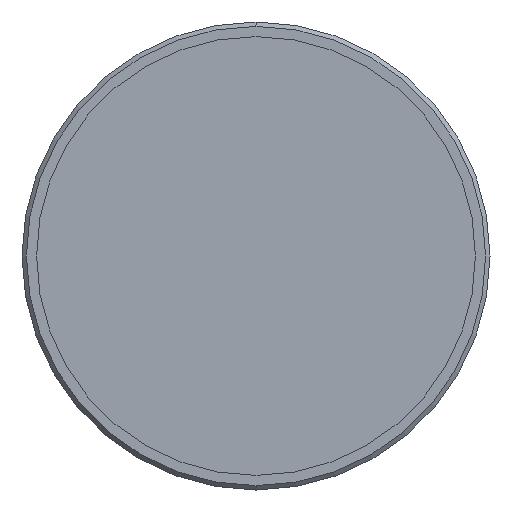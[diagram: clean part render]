
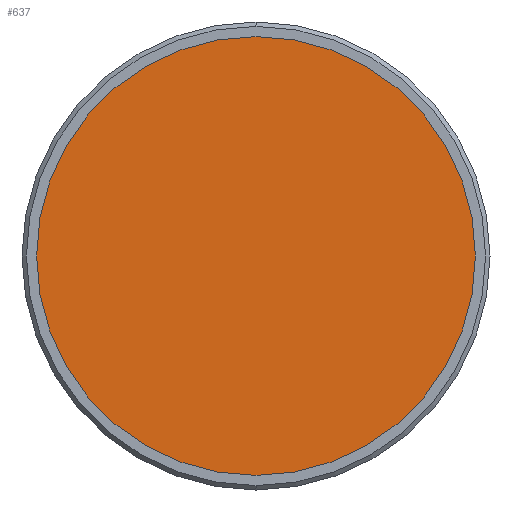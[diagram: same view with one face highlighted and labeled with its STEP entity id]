
A CAD part, left-side view. The second image highlights one B-rep face of the part: STEP entity #637.
In plain terms, the highlighted planar face has unit normal (-1, 0, 0).
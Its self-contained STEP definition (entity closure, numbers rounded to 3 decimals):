
#5 = DIRECTION ( 'NONE',  ( -1., 0., 0. ) ) ;
#61 = AXIS2_PLACEMENT_3D ( 'NONE', #235, #1013, #1095 ) ;
#63 = CARTESIAN_POINT ( 'NONE',  ( 2.5, 0., 0. ) ) ;
#73 = CIRCLE ( 'NONE', #934, 15. ) ;
#207 = EDGE_LOOP ( 'NONE', ( #1045, #412 ) ) ;
#235 = CARTESIAN_POINT ( 'NONE',  ( 2.5, 0., 0. ) ) ;
#263 = FACE_OUTER_BOUND ( 'NONE', #207, .T. ) ;
#358 = CIRCLE ( 'NONE', #61, 15. ) ;
#412 = ORIENTED_EDGE ( 'NONE', *, *, #464, .T. ) ;
#414 = CARTESIAN_POINT ( 'NONE',  ( 2.5, 0., 0. ) ) ;
#464 = EDGE_CURVE ( 'NONE', #657, #919, #73, .T. ) ;
#506 = DIRECTION ( 'NONE',  ( 0., 0., 1. ) ) ;
#509 = CARTESIAN_POINT ( 'NONE',  ( 2.5, 0., -15. ) ) ;
#573 = DIRECTION ( 'NONE',  ( -1., 0., 0. ) ) ;
#637 = ADVANCED_FACE ( 'NONE', ( #263 ), #766, .T. ) ;
#657 = VERTEX_POINT ( 'NONE', #509 ) ;
#759 = AXIS2_PLACEMENT_3D ( 'NONE', #414, #5, #506 ) ;
#766 = PLANE ( 'NONE',  #759 ) ;
#919 = VERTEX_POINT ( 'NONE', #1068 ) ;
#934 = AXIS2_PLACEMENT_3D ( 'NONE', #63, #573, #1007 ) ;
#1007 = DIRECTION ( 'NONE',  ( 0., 0., 1. ) ) ;
#1013 = DIRECTION ( 'NONE',  ( -1., 0., 0. ) ) ;
#1045 = ORIENTED_EDGE ( 'NONE', *, *, #1091, .T. ) ;
#1068 = CARTESIAN_POINT ( 'NONE',  ( 2.5, 0., 15. ) ) ;
#1091 = EDGE_CURVE ( 'NONE', #919, #657, #358, .T. ) ;
#1095 = DIRECTION ( 'NONE',  ( 0., 0., 1. ) ) ;
